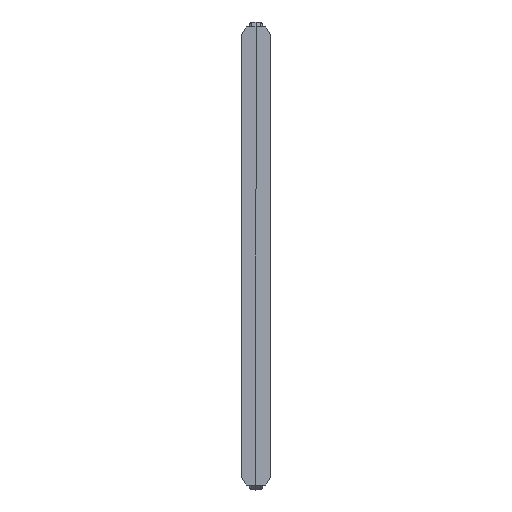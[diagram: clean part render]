
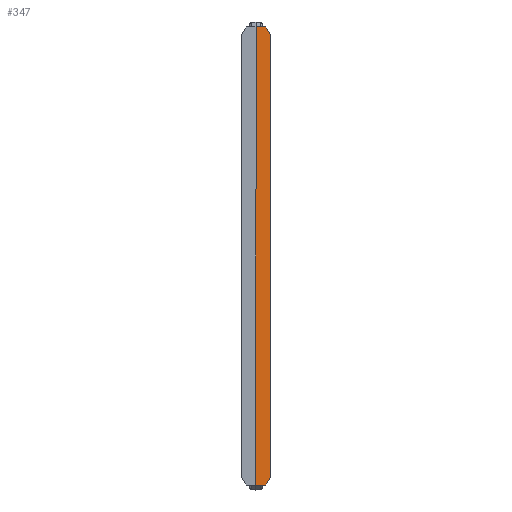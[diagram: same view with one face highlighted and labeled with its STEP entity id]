
A CAD part, left-side view. The second image highlights one B-rep face of the part: STEP entity #347.
In plain terms, the highlighted planar face has unit normal (-1, -0.026, 0).
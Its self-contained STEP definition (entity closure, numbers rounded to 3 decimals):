
#347=ADVANCED_FACE('',(#756),#575,.T.);
#575=PLANE('',#4908);
#756=FACE_OUTER_BOUND('',#999,.T.);
#999=EDGE_LOOP('',(#1489,#1490,#1491,#1492,#1493,#1494));
#1489=ORIENTED_EDGE('',*,*,#2909,.T.);
#1490=ORIENTED_EDGE('',*,*,#3131,.T.);
#1491=ORIENTED_EDGE('',*,*,#2915,.T.);
#1492=ORIENTED_EDGE('',*,*,#3132,.F.);
#1493=ORIENTED_EDGE('',*,*,#2932,.T.);
#1494=ORIENTED_EDGE('',*,*,#3133,.F.);
#2446=VERTEX_POINT('',#6363);
#2448=VERTEX_POINT('',#6366);
#2452=VERTEX_POINT('',#6376);
#2454=VERTEX_POINT('',#6379);
#2469=VERTEX_POINT('',#6414);
#2470=VERTEX_POINT('',#6416);
#2909=EDGE_CURVE('',#2448,#2446,#3623,.T.);
#2915=EDGE_CURVE('',#2454,#2452,#3629,.T.);
#2932=EDGE_CURVE('',#2470,#2469,#3646,.T.);
#3131=EDGE_CURVE('',#2446,#2454,#3811,.T.);
#3132=EDGE_CURVE('',#2470,#2452,#3812,.T.);
#3133=EDGE_CURVE('',#2448,#2469,#3813,.T.);
#3623=LINE('',#6365,#4211);
#3629=LINE('',#6378,#4217);
#3646=LINE('',#6415,#4234);
#3811=LINE('',#6816,#4399);
#3812=LINE('',#6817,#4400);
#3813=LINE('',#6818,#4401);
#4211=VECTOR('',#5142,1.);
#4217=VECTOR('',#5150,1.);
#4234=VECTOR('',#5175,1.);
#4399=VECTOR('',#5492,1.);
#4400=VECTOR('',#5493,1.);
#4401=VECTOR('',#5494,1.);
#4908=AXIS2_PLACEMENT_3D('',#6819,#5495,#5496);
#5142=DIRECTION('',(0.,0.,1.));
#5150=DIRECTION('',(-0.026,0.999,0.035));
#5175=DIRECTION('',(0.026,-0.999,0.035));
#5492=DIRECTION('',(-0.013,0.5,0.866));
#5493=DIRECTION('',(0.,0.,1.));
#5494=DIRECTION('',(-0.013,0.5,-0.866));
#5495=DIRECTION('',(-1.,-0.026,0.));
#5496=DIRECTION('',(0.026,-1.,0.));
#6363=CARTESIAN_POINT('',(3.578,-3.4,57.87));
#6365=CARTESIAN_POINT('',(3.578,-3.4,-21.508));
#6366=CARTESIAN_POINT('',(3.578,-3.4,-47.086));
#6376=CARTESIAN_POINT('',(3.489,0.,59.8));
#6378=CARTESIAN_POINT('',(3.562,-2.817,59.702));
#6379=CARTESIAN_POINT('',(3.55,-2.333,59.719));
#6414=CARTESIAN_POINT('',(3.55,-2.333,-48.934));
#6415=CARTESIAN_POINT('',(3.51,-0.837,-48.987));
#6416=CARTESIAN_POINT('',(3.489,0.,-49.016));
#6816=CARTESIAN_POINT('',(4.45,-36.699,0.195));
#6817=CARTESIAN_POINT('',(3.489,0.,-21.508));
#6818=CARTESIAN_POINT('',(3.806,-12.108,-32.003));
#6819=CARTESIAN_POINT('',(3.489,0.,-21.508));
